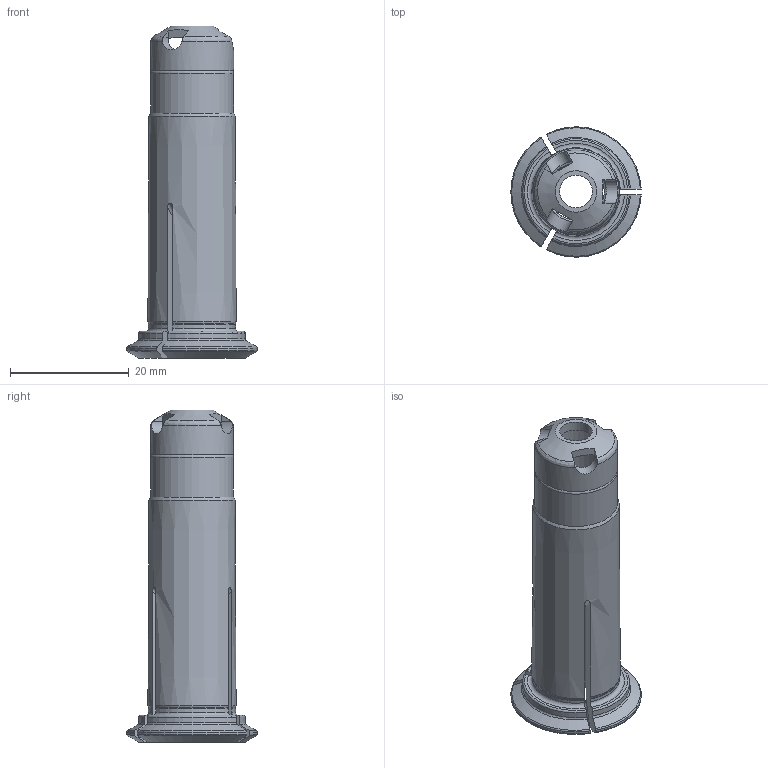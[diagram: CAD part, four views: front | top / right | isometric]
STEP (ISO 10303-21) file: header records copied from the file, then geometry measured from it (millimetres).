
FILE_DESCRIPTION(/* description */ (''),/* implementation_level */ '2;1');
FILE_NAME(/* name */ '171509520.stp',/* time_stamp */ '2021-01-08T12:14:48',/* author */ ('LRA'),/* organization */ ('REGO-FIX'),/* preprocessor_version */ ' Unknown',/* originating_system */ 'SIEMENS PLM Software Solid Edge ST10',/* authorization */ 'Unknown');
FILE_SCHEMA (('AUTOMOTIVE_DESIGN { 1 0 10303 214 2 1 1}'));
Length unit declared in the file: millimetre
Products named in the file (1): 0016445
Bounding box: 21.99 x 21.99 x 56 mm (x, y, z)
Volume: 657.7 mm3; surface area: 5750.5 mm2
Topology: 1 solids, 2 shells, 94 faces, 280 edges, 184 vertices
Faces by surface type: cylinder 28, plane 26, torus 24, cone 16
Full cylindrical faces by diameter (mm): 5.5 x1, 9.525 x1, 10.2 x1, 11.7 x1, 12 x3, 12.2 x1, 14 x2
Entity records: 3655 total; most frequent: CARTESIAN_POINT 916, ORIENTED_EDGE 498, DIRECTION 422, EDGE_CURVE 249, AXIS2_PLACEMENT_3D 181, VERTEX_POINT 174, EDGE_LOOP 123, FACE_BOUND 123
